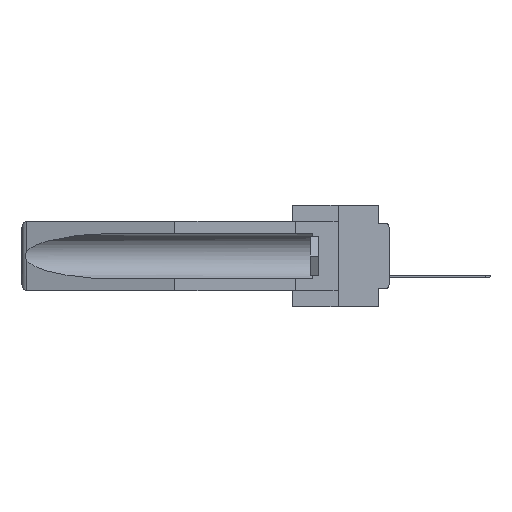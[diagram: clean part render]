
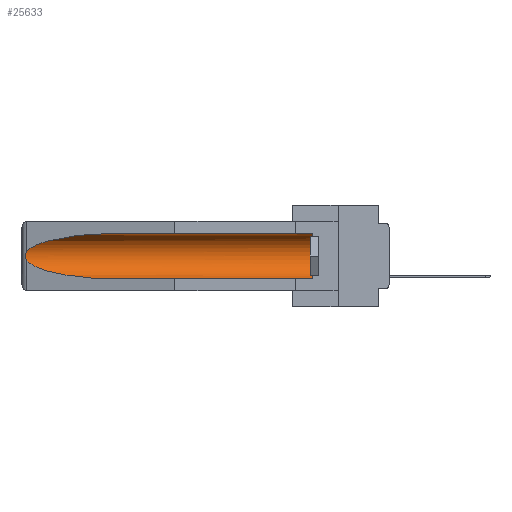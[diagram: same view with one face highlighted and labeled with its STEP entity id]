
A CAD part, left-side view. The second image highlights one B-rep face of the part: STEP entity #25633.
In plain terms, the highlighted cylindrical face has radius 2.857 mm (diameter 5.715 mm), a partial arc.
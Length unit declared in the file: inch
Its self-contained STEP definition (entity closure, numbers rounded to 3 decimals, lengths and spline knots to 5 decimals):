
#292 = VERTEX_POINT ( 'NONE', #20489 ) ;
#402 = ORIENTED_EDGE ( 'NONE', *, *, #12205, .F. ) ;
#535 = CARTESIAN_POINT ( 'NONE',  ( 0.26537, 1.52718, -0.14972 ) ) ;
#1133 = CARTESIAN_POINT ( 'NONE',  ( 0.2675, 1.53308, -0.16763 ) ) ;
#1402 = CYLINDRICAL_SURFACE ( 'NONE', #10888, 0.1125 ) ;
#1548 = CARTESIAN_POINT ( 'NONE',  ( 0.26537, 1.52718, -0.14972 ) ) ;
#2042 = ORIENTED_EDGE ( 'NONE', *, *, #9645, .T. ) ;
#2861 = EDGE_CURVE ( 'NONE', #292, #11903, #25591, .T. ) ;
#3062 = B_SPLINE_CURVE_WITH_KNOTS ( 'NONE', 3,
 ( #535, #27252, #5714, #25046, #1133, #5256, #10707, #10114, #19725, #27108 ),
 .UNSPECIFIED., .F., .F.,
 ( 4, 2, 2, 2, 4 ),
 ( 0., 0.00029, 0.00058, 0.00087, 0.00117 ),
 .UNSPECIFIED. ) ;
#3537 = CARTESIAN_POINT ( 'NONE',  ( 0.155, -0.30754, -0.284 ) ) ;
#5256 = CARTESIAN_POINT ( 'NONE',  ( 0.2675, 1.53308, -0.17534 ) ) ;
#5293 = DIRECTION ( 'NONE',  ( 0., 1., 0. ) ) ;
#5711 = CARTESIAN_POINT ( 'NONE',  ( 0.26537, 1.52718, -0.19328 ) ) ;
#5714 = CARTESIAN_POINT ( 'NONE',  ( 0.26654, 1.53092, -0.15636 ) ) ;
#6437 = DIRECTION ( 'NONE',  ( 0., 1., 0. ) ) ;
#8569 = DIRECTION ( 'NONE',  ( 0., 0., 1. ) ) ;
#8621 = CARTESIAN_POINT ( 'NONE',  ( 0.155, 1.07973, -0.059 ) ) ;
#8935 = CARTESIAN_POINT ( 'NONE',  ( 0.25451, 1.48313, -0.09465 ) ) ;
#8987 = AXIS2_PLACEMENT_3D ( 'NONE', #18480, #30137, #8569 ) ;
#9640 = ORIENTED_EDGE ( 'NONE', *, *, #13974, .T. ) ;
#9645 = EDGE_CURVE ( 'NONE', #23102, #29708, #29320, .T. ) ;
#10114 = CARTESIAN_POINT ( 'NONE',  ( 0.26655, 1.53094, -0.18657 ) ) ;
#10458 = VECTOR ( 'NONE', #5293, 39.37008 ) ;
#10546 = VERTEX_POINT ( 'NONE', #15927 ) ;
#10707 = CARTESIAN_POINT ( 'NONE',  ( 0.2673, 1.53269, -0.17917 ) ) ;
#10888 = AXIS2_PLACEMENT_3D ( 'NONE', #21049, #6437, #13656 ) ;
#11903 = VERTEX_POINT ( 'NONE', #23539 ) ;
#12205 = EDGE_CURVE ( 'NONE', #292, #15037, #17230, .T. ) ;
#12476 = CARTESIAN_POINT ( 'NONE',  ( 0.155, 1.07973, -0.284 ) ) ;
#13656 = DIRECTION ( 'NONE',  ( 0., 0., 1. ) ) ;
#13659 = DIRECTION ( 'NONE',  ( 0., 1., 0. ) ) ;
#13974 = EDGE_CURVE ( 'NONE', #29708, #10546, #3062, .T. ) ;
#15037 = VERTEX_POINT ( 'NONE', #27398 ) ;
#15223 =( BOUNDED_CURVE ( )  B_SPLINE_CURVE ( 3, ( #5711, #26948, #19874, #12476 ),
 .UNSPECIFIED., .F., .F. ) 
 B_SPLINE_CURVE_WITH_KNOTS ( ( 4, 4 ),
 ( 0.1948, 1.5708 ),
 .UNSPECIFIED. ) 
 CURVE ( )  GEOMETRIC_REPRESENTATION_ITEM ( )  RATIONAL_B_SPLINE_CURVE ( ( 1., 0.848, 0.848, 1. ) ) 
 REPRESENTATION_ITEM ( '' )  );
#15592 = EDGE_CURVE ( 'NONE', #11903, #23102, #28449, .T. ) ;
#15927 = CARTESIAN_POINT ( 'NONE',  ( 0.26537, 1.52718, -0.19328 ) ) ;
#17230 = LINE ( 'NONE', #3537, #10458 ) ;
#18249 = ORIENTED_EDGE ( 'NONE', *, *, #18465, .T. ) ;
#18465 = EDGE_CURVE ( 'NONE', #10546, #15037, #15223, .T. ) ;
#18480 = CARTESIAN_POINT ( 'NONE',  ( 0.155, 0.126, -0.1715 ) ) ;
#19244 = EDGE_LOOP ( 'NONE', ( #2042, #9640, #18249, #402, #24062, #21763 ) ) ;
#19725 = CARTESIAN_POINT ( 'NONE',  ( 0.26597, 1.5296, -0.19026 ) ) ;
#19874 = CARTESIAN_POINT ( 'NONE',  ( 0.21114, 1.30732, -0.284 ) ) ;
#20489 = CARTESIAN_POINT ( 'NONE',  ( 0.155, 0.126, -0.284 ) ) ;
#21049 = CARTESIAN_POINT ( 'NONE',  ( 0.155, -0.30754, -0.1715 ) ) ;
#21763 = ORIENTED_EDGE ( 'NONE', *, *, #15592, .T. ) ;
#23102 = VERTEX_POINT ( 'NONE', #28911 ) ;
#23106 = CARTESIAN_POINT ( 'NONE',  ( 0.155, -0.30754, -0.059 ) ) ;
#23539 = CARTESIAN_POINT ( 'NONE',  ( 0.155, 0.126, -0.059 ) ) ;
#24062 = ORIENTED_EDGE ( 'NONE', *, *, #2861, .T. ) ;
#24686 = VECTOR ( 'NONE', #13659, 39.37008 ) ;
#25046 = CARTESIAN_POINT ( 'NONE',  ( 0.2673, 1.5327, -0.16383 ) ) ;
#25591 = CIRCLE ( 'NONE', #8987, 0.1125 ) ;
#25633 = ADVANCED_FACE ( 'NONE', ( #27993 ), #1402, .F. ) ;
#26705 = CARTESIAN_POINT ( 'NONE',  ( 0.26537, 1.52718, -0.14972 ) ) ;
#26948 = CARTESIAN_POINT ( 'NONE',  ( 0.25451, 1.48313, -0.24835 ) ) ;
#27108 = CARTESIAN_POINT ( 'NONE',  ( 0.26537, 1.52718, -0.19328 ) ) ;
#27252 = CARTESIAN_POINT ( 'NONE',  ( 0.26597, 1.52961, -0.15275 ) ) ;
#27398 = CARTESIAN_POINT ( 'NONE',  ( 0.155, 1.07973, -0.284 ) ) ;
#27993 = FACE_OUTER_BOUND ( 'NONE', #19244, .T. ) ;
#28449 = LINE ( 'NONE', #23106, #24686 ) ;
#28911 = CARTESIAN_POINT ( 'NONE',  ( 0.155, 1.07973, -0.059 ) ) ;
#29320 =( BOUNDED_CURVE ( )  B_SPLINE_CURVE ( 3, ( #8621, #29871, #8935, #1548 ),
 .UNSPECIFIED., .F., .F. ) 
 B_SPLINE_CURVE_WITH_KNOTS ( ( 4, 4 ),
 ( 4.71239, 6.08839 ),
 .UNSPECIFIED. ) 
 CURVE ( )  GEOMETRIC_REPRESENTATION_ITEM ( )  RATIONAL_B_SPLINE_CURVE ( ( 1., 0.848, 0.848, 1. ) ) 
 REPRESENTATION_ITEM ( '' )  );
#29708 = VERTEX_POINT ( 'NONE', #26705 ) ;
#29871 = CARTESIAN_POINT ( 'NONE',  ( 0.21114, 1.30732, -0.059 ) ) ;
#30137 = DIRECTION ( 'NONE',  ( 0., -1., 0. ) ) ;
